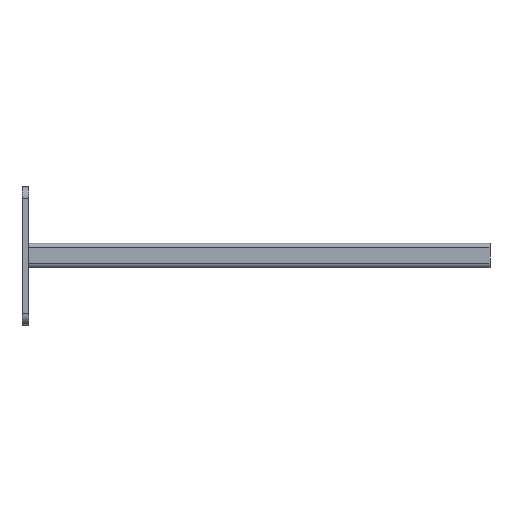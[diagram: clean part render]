
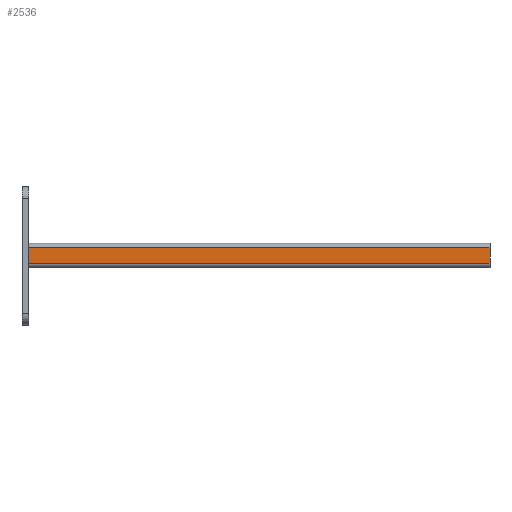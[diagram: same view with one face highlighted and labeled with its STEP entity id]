
A CAD part, front view. The second image highlights one B-rep face of the part: STEP entity #2536.
In plain terms, the highlighted face is planar.
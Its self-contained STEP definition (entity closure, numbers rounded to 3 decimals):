
#195 = LINE ( 'NONE', #18416, #762 ) ;
#762 = VECTOR ( 'NONE', #6528, 1000. ) ;
#2536 = ADVANCED_FACE ( 'NONE', ( #15544 ), #15266, .F. ) ;
#3140 = EDGE_CURVE ( 'NONE', #8355, #24465, #11929, .T. ) ;
#3782 = CARTESIAN_POINT ( 'NONE',  ( 20.5, 17.25, -400. ) ) ;
#3795 = DIRECTION ( 'NONE',  ( 0., 0., -1. ) ) ;
#5869 = VECTOR ( 'NONE', #23861, 1000. ) ;
#6528 = DIRECTION ( 'NONE',  ( 0., 0., 1. ) ) ;
#7023 = VECTOR ( 'NONE', #11724, 1000. ) ;
#7497 = EDGE_CURVE ( 'NONE', #22261, #21972, #195, .T. ) ;
#8355 = VERTEX_POINT ( 'NONE', #3782 ) ;
#9568 = LINE ( 'NONE', #16974, #20745 ) ;
#11570 = ORIENTED_EDGE ( 'NONE', *, *, #3140, .T. ) ;
#11724 = DIRECTION ( 'NONE',  ( 0., 1., 0. ) ) ;
#11929 = LINE ( 'NONE', #12920, #5869 ) ;
#12920 = CARTESIAN_POINT ( 'NONE',  ( 20.5, 17.25, -200. ) ) ;
#14468 = EDGE_CURVE ( 'NONE', #22261, #8355, #9568, .T. ) ;
#15266 = PLANE ( 'NONE',  #23039 ) ;
#15544 = FACE_OUTER_BOUND ( 'NONE', #17010, .T. ) ;
#16456 = CARTESIAN_POINT ( 'NONE',  ( 20.5, 17.25, 0. ) ) ;
#16974 = CARTESIAN_POINT ( 'NONE',  ( 20.5, 0., -400. ) ) ;
#17010 = EDGE_LOOP ( 'NONE', ( #18817, #20125, #21991, #11570 ) ) ;
#17109 = EDGE_CURVE ( 'NONE', #21972, #24465, #19104, .T. ) ;
#17231 = CARTESIAN_POINT ( 'NONE',  ( 20.5, 3.75, 0. ) ) ;
#17279 = CARTESIAN_POINT ( 'NONE',  ( 20.5, 0., -200. ) ) ;
#17374 = DIRECTION ( 'NONE',  ( -1., 0., 0. ) ) ;
#18416 = CARTESIAN_POINT ( 'NONE',  ( 20.5, 3.75, -200. ) ) ;
#18747 = DIRECTION ( 'NONE',  ( 0., 1., 0. ) ) ;
#18817 = ORIENTED_EDGE ( 'NONE', *, *, #17109, .F. ) ;
#19104 = LINE ( 'NONE', #19645, #7023 ) ;
#19645 = CARTESIAN_POINT ( 'NONE',  ( 20.5, 0., 0. ) ) ;
#20125 = ORIENTED_EDGE ( 'NONE', *, *, #7497, .F. ) ;
#20745 = VECTOR ( 'NONE', #18747, 1000. ) ;
#21972 = VERTEX_POINT ( 'NONE', #17231 ) ;
#21991 = ORIENTED_EDGE ( 'NONE', *, *, #14468, .T. ) ;
#22261 = VERTEX_POINT ( 'NONE', #23940 ) ;
#23039 = AXIS2_PLACEMENT_3D ( 'NONE', #17279, #17374, #3795 ) ;
#23861 = DIRECTION ( 'NONE',  ( 0., 0., 1. ) ) ;
#23940 = CARTESIAN_POINT ( 'NONE',  ( 20.5, 3.75, -400. ) ) ;
#24465 = VERTEX_POINT ( 'NONE', #16456 ) ;
